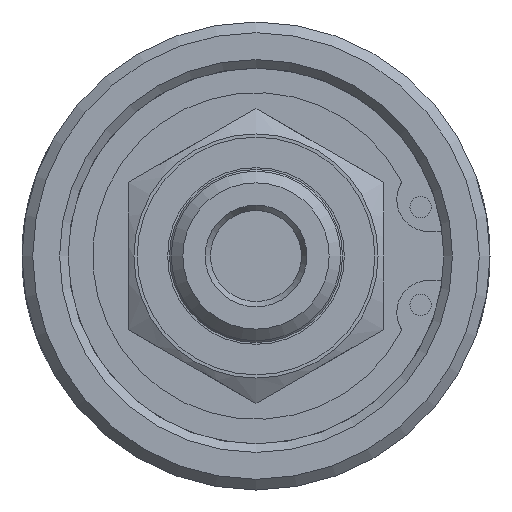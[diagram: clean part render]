
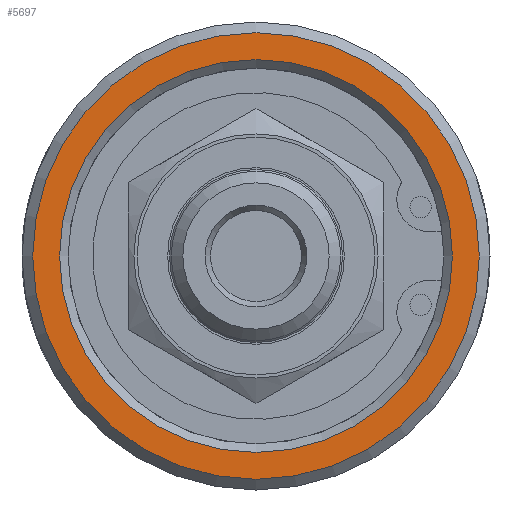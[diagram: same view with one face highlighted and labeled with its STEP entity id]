
A CAD part, left-side view. The second image highlights one B-rep face of the part: STEP entity #5697.
In plain terms, the highlighted planar face has unit normal (-1, 0, 0).
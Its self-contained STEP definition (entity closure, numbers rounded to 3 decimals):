
#249=FACE_BOUND('',#787,.T.);
#309=PLANE('',#6120);
#441=FACE_OUTER_BOUND('',#786,.T.);
#786=EDGE_LOOP('',(#3960));
#787=EDGE_LOOP('',(#3961));
#1180=CIRCLE('',#6119,18.34);
#1181=CIRCLE('',#6121,20.85);
#2361=VERTEX_POINT('',#8013);
#2362=VERTEX_POINT('',#8017);
#2987=EDGE_CURVE('',#2361,#2361,#1180,.T.);
#2988=EDGE_CURVE('',#2362,#2362,#1181,.T.);
#3960=ORIENTED_EDGE('',*,*,#2988,.F.);
#3961=ORIENTED_EDGE('',*,*,#2987,.F.);
#5697=ADVANCED_FACE('',(#441,#249),#309,.T.);
#6119=AXIS2_PLACEMENT_3D('',#8015,#6705,#6706);
#6120=AXIS2_PLACEMENT_3D('',#8016,#6707,#6708);
#6121=AXIS2_PLACEMENT_3D('',#8018,#6709,#6710);
#6705=DIRECTION('center_axis',(-1.,0.,0.));
#6706=DIRECTION('ref_axis',(0.,-1.,0.));
#6707=DIRECTION('center_axis',(-1.,0.,0.));
#6708=DIRECTION('ref_axis',(0.,0.,1.));
#6709=DIRECTION('center_axis',(1.,0.,0.));
#6710=DIRECTION('ref_axis',(0.,-1.,0.));
#8013=CARTESIAN_POINT('',(0.,18.34,0.));
#8015=CARTESIAN_POINT('Origin',(0.,0.,0.));
#8016=CARTESIAN_POINT('Origin',(0.,10.925,0.));
#8017=CARTESIAN_POINT('',(0.,20.85,0.));
#8018=CARTESIAN_POINT('Origin',(0.,0.,0.));
